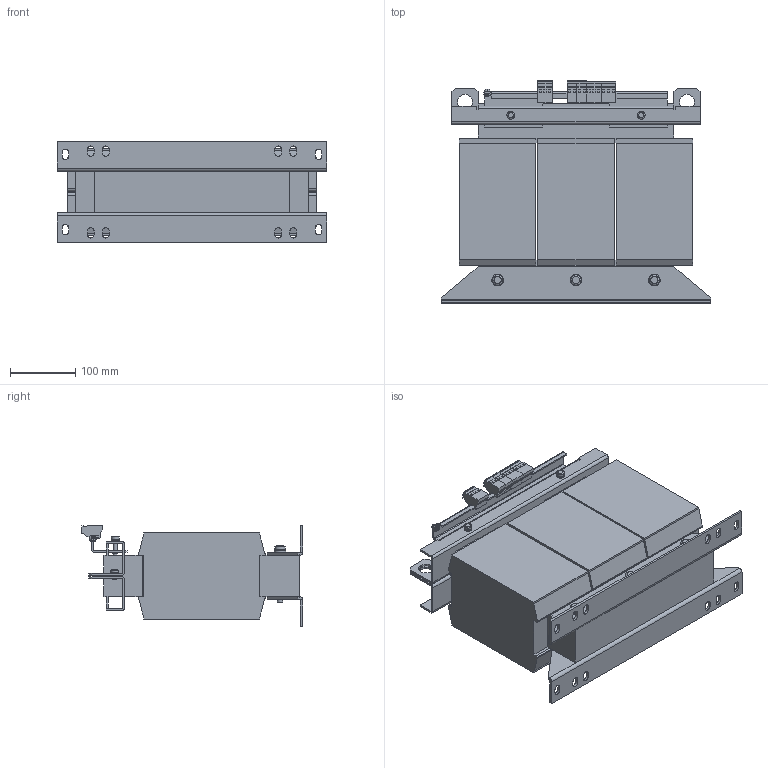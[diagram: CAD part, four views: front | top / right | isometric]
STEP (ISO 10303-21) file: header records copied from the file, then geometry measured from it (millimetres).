
FILE_DESCRIPTION (( 'STEP AP214' ), '1' );
FILE_NAME ('203810.STEP', '2020-05-28T18:36:53', ( '' ), ( '' ), 'SwSTEP 2.0', 'SolidWorks 2018', '' );
FILE_SCHEMA (( 'AUTOMOTIVE_DESIGN' ));
Length unit declared in the file: millimetre
Products named in the file (1): 203810
Bounding box: 412 x 339.75 x 155 mm (x, y, z)
Volume: 11273304.1 mm3; surface area: 759266.1 mm2
Topology: 1 solids, 1 shells, 786 faces, 2011 edges, 1266 vertices
Faces by surface type: plane 558, cylinder 180, torus 26, sphere 14, cone 8
Entity records: 23659 total; most frequent: CARTESIAN_POINT 4142, DIRECTION 4027, ORIENTED_EDGE 4018, EDGE_CURVE 2009, LINE 1533, VECTOR 1533, VERTEX_POINT 1266, AXIS2_PLACEMENT_3D 1247
